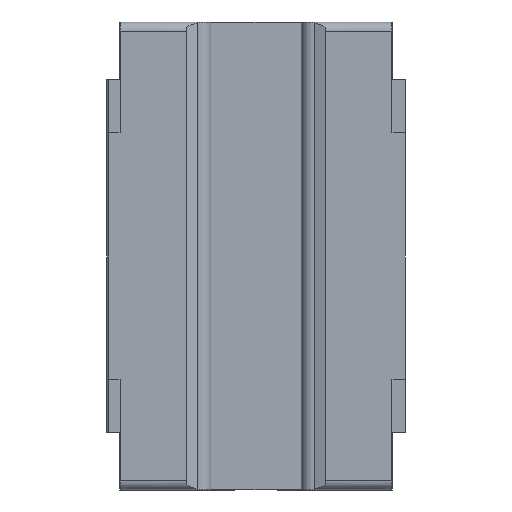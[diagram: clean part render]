
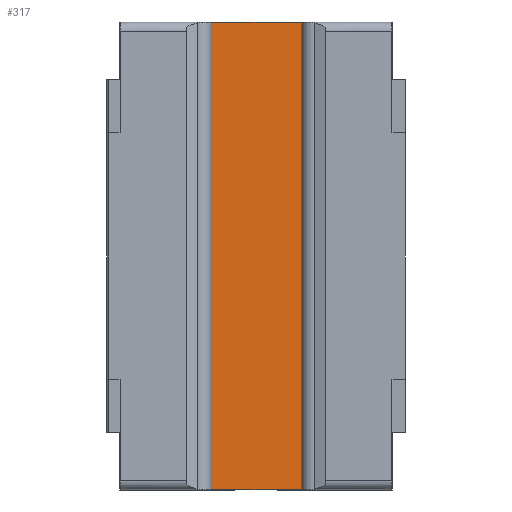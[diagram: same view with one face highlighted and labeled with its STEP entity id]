
A CAD part, front view. The second image highlights one B-rep face of the part: STEP entity #317.
In plain terms, the highlighted planar face has unit normal (0, -1, 0).
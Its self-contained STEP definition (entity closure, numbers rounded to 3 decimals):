
#317 = ADVANCED_FACE ( 'NONE', ( #11990 ), #12984, .F. ) ;
#2136 = DIRECTION ( 'NONE',  ( -1., 0., 0. ) ) ;
#2151 = CARTESIAN_POINT ( 'NONE',  ( -20.1, 7.799, -8.45 ) ) ;
#2450 = CARTESIAN_POINT ( 'NONE',  ( -7.254, 7.799, 60.45 ) ) ;
#2461 = CARTESIAN_POINT ( 'NONE',  ( -7.254, 7.799, -8.45 ) ) ;
#2462 = CARTESIAN_POINT ( 'NONE',  ( 7.256, 7.799, 60.45 ) ) ;
#2528 = VERTEX_POINT ( 'NONE', #2462 ) ;
#2530 = VERTEX_POINT ( 'NONE', #2461 ) ;
#2548 = VERTEX_POINT ( 'NONE', #2450 ) ;
#2959 = VERTEX_POINT ( 'NONE', #7860 ) ;
#3170 = CARTESIAN_POINT ( 'NONE',  ( 7.256, 7.799, 60.45 ) ) ;
#3178 = DIRECTION ( 'NONE',  ( -1., 0., 0. ) ) ;
#4259 = CARTESIAN_POINT ( 'NONE',  ( 7.256, 7.799, -8.5 ) ) ;
#4260 = DIRECTION ( 'NONE',  ( 0., 0., 1. ) ) ;
#5638 = CARTESIAN_POINT ( 'NONE',  ( -7.254, 7.799, -8.5 ) ) ;
#5639 = DIRECTION ( 'NONE',  ( 0., 0., 1. ) ) ;
#7195 = ORIENTED_EDGE ( 'NONE', *, *, #14253, .T. ) ;
#7196 = ORIENTED_EDGE ( 'NONE', *, *, #13844, .T. ) ;
#7198 = ORIENTED_EDGE ( 'NONE', *, *, #14517, .F. ) ;
#7200 = ORIENTED_EDGE ( 'NONE', *, *, #8285, .F. ) ;
#7427 = EDGE_LOOP ( 'NONE', ( #7195, #7196, #7198, #7200 ) ) ;
#7860 = CARTESIAN_POINT ( 'NONE',  ( 7.256, 7.799, -8.45 ) ) ;
#8285 = EDGE_CURVE ( 'NONE', #2959, #2530, #9406, .T. ) ;
#8460 = LINE ( 'NONE', #3170, #8499 ) ;
#8499 = VECTOR ( 'NONE', #3178, 1000. ) ;
#9192 = VECTOR ( 'NONE', #5639, 1000. ) ;
#9193 = LINE ( 'NONE', #5638, #9192 ) ;
#9402 = VECTOR ( 'NONE', #2136, 1000. ) ;
#9406 = LINE ( 'NONE', #2151, #9402 ) ;
#10044 = VECTOR ( 'NONE', #4260, 1000. ) ;
#10056 = LINE ( 'NONE', #4259, #10044 ) ;
#11990 = FACE_OUTER_BOUND ( 'NONE', #7427, .T. ) ;
#12906 = DIRECTION ( 'NONE',  ( -1., 0., 0. ) ) ;
#12907 = DIRECTION ( 'NONE',  ( 0., 1., 0. ) ) ;
#12984 = PLANE ( 'NONE',  #14339 ) ;
#13001 = CARTESIAN_POINT ( 'NONE',  ( 7.256, 7.799, -8.5 ) ) ;
#13844 = EDGE_CURVE ( 'NONE', #2528, #2548, #8460, .T. ) ;
#14253 = EDGE_CURVE ( 'NONE', #2959, #2528, #10056, .T. ) ;
#14339 = AXIS2_PLACEMENT_3D ( 'NONE', #13001, #12907, #12906 ) ;
#14517 = EDGE_CURVE ( 'NONE', #2530, #2548, #9193, .T. ) ;
